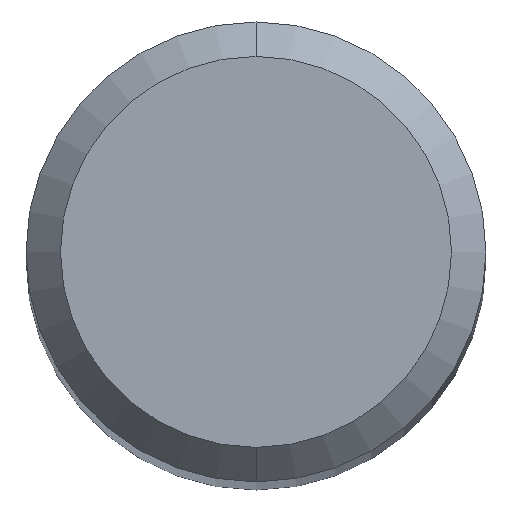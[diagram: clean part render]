
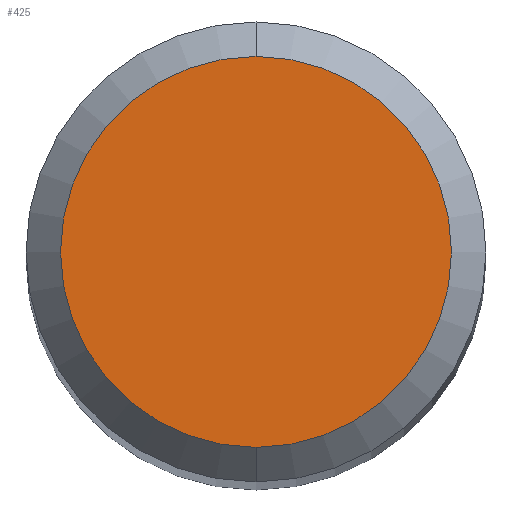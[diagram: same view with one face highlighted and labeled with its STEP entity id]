
A CAD part, top view. The second image highlights one B-rep face of the part: STEP entity #425.
In plain terms, the highlighted planar face has unit normal (0, 0, 1).
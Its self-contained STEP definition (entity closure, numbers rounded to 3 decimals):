
#425=ADVANCED_FACE('',(#1207),#1208,.T.);
#717=VERTEX_POINT('',#1526);
#747=EDGE_CURVE('',#717,#907,#1560,.T.);
#823=EDGE_CURVE('',#907,#717,#1640,.T.);
#907=VERTEX_POINT('',#1730);
#1207=FACE_OUTER_BOUND('',#2062,.T.);
#1208=PLANE('',#2063);
#1526=CARTESIAN_POINT('',(0.0,1.7,0.0));
#1560=CIRCLE('',#3351,1.7);
#1640=CIRCLE('',#3648,1.7);
#1730=CARTESIAN_POINT('',(0.,-1.7,0.0));
#2062=EDGE_LOOP('',(#5154,#5155));
#2063=AXIS2_PLACEMENT_3D('',#5156,#5157,#5158);
#3351=AXIS2_PLACEMENT_3D('',#5547,#5548,#5549);
#3648=AXIS2_PLACEMENT_3D('',#5604,#5605,#5606);
#5154=ORIENTED_EDGE('',*,*,#747,.F.);
#5155=ORIENTED_EDGE('',*,*,#823,.F.);
#5156=CARTESIAN_POINT('',(0.0,0.85,0.0));
#5157=DIRECTION('',(-0.0,0.0,1.0));
#5158=DIRECTION('',(0.0,-1.0,0.0));
#5547=CARTESIAN_POINT('',(0.0,0.0,0.0));
#5548=DIRECTION('',(0.0,0.0,-1.0));
#5549=DIRECTION('',(0.0,1.0,0.0));
#5604=CARTESIAN_POINT('',(0.0,0.0,0.0));
#5605=DIRECTION('',(0.0,0.0,-1.0));
#5606=DIRECTION('',(0.0,1.0,0.0));
